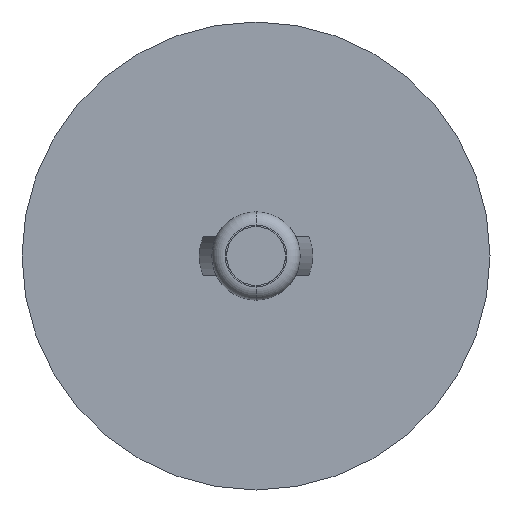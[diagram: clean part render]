
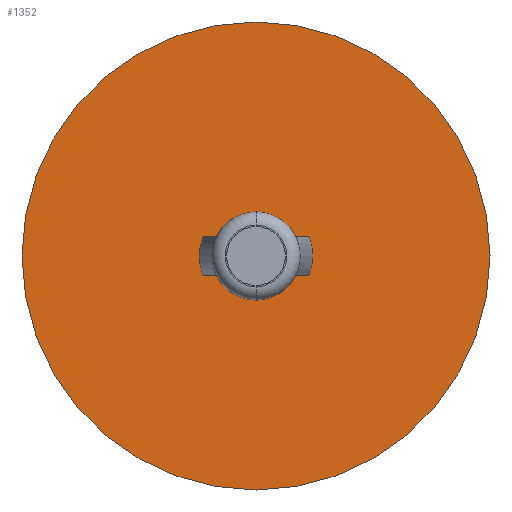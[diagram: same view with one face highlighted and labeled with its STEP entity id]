
A CAD part, front view. The second image highlights one B-rep face of the part: STEP entity #1352.
In plain terms, the highlighted planar face has unit normal (0, -1, 0).
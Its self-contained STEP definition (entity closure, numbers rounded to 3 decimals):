
#20 = EDGE_CURVE ( 'NONE', #889, #1486, #1732, .T. ) ;
#38 = ORIENTED_EDGE ( 'NONE', *, *, #1512, .T. ) ;
#192 = CARTESIAN_POINT ( 'NONE',  ( 0., -0.5, 3.3 ) ) ;
#339 = CARTESIAN_POINT ( 'NONE',  ( 0., -0.5, 0. ) ) ;
#343 = DIRECTION ( 'NONE',  ( 0., 0., 1. ) ) ;
#382 = VERTEX_POINT ( 'NONE', #192 ) ;
#420 = EDGE_CURVE ( 'NONE', #382, #1005, #783, .T. ) ;
#431 = DIRECTION ( 'NONE',  ( 0., 1., 0. ) ) ;
#447 = AXIS2_PLACEMENT_3D ( 'NONE', #339, #983, #594 ) ;
#458 = CARTESIAN_POINT ( 'NONE',  ( 0., -0.5, 0. ) ) ;
#543 = EDGE_LOOP ( 'NONE', ( #936, #1222 ) ) ;
#593 = DIRECTION ( 'NONE',  ( 0., 1., 0. ) ) ;
#594 = DIRECTION ( 'NONE',  ( 0., 0., 1. ) ) ;
#647 = AXIS2_PLACEMENT_3D ( 'NONE', #458, #975, #1121 ) ;
#695 = FACE_OUTER_BOUND ( 'NONE', #543, .T. ) ;
#762 = EDGE_LOOP ( 'NONE', ( #1489, #38 ) ) ;
#763 = CARTESIAN_POINT ( 'NONE',  ( 0., -0.5, 0. ) ) ;
#783 = CIRCLE ( 'NONE', #447, 3.3 ) ;
#814 = CARTESIAN_POINT ( 'NONE',  ( 0., -0.5, -3.3 ) ) ;
#889 = VERTEX_POINT ( 'NONE', #1682 ) ;
#936 = ORIENTED_EDGE ( 'NONE', *, *, #1715, .F. ) ;
#975 = DIRECTION ( 'NONE',  ( 0., 1., 0. ) ) ;
#983 = DIRECTION ( 'NONE',  ( 0., 1., 0. ) ) ;
#1005 = VERTEX_POINT ( 'NONE', #814 ) ;
#1064 = AXIS2_PLACEMENT_3D ( 'NONE', #1227, #431, #1072 ) ;
#1072 = DIRECTION ( 'NONE',  ( 0., 0., 1. ) ) ;
#1096 = FACE_BOUND ( 'NONE', #762, .T. ) ;
#1121 = DIRECTION ( 'NONE',  ( 0., 0., 1. ) ) ;
#1127 = CARTESIAN_POINT ( 'NONE',  ( 0., -0.5, 17.5 ) ) ;
#1156 = CARTESIAN_POINT ( 'NONE',  ( 0., -0.5, 0. ) ) ;
#1222 = ORIENTED_EDGE ( 'NONE', *, *, #20, .F. ) ;
#1227 = CARTESIAN_POINT ( 'NONE',  ( 0., -0.5, 0. ) ) ;
#1252 = AXIS2_PLACEMENT_3D ( 'NONE', #1156, #1670, #343 ) ;
#1332 = CIRCLE ( 'NONE', #1592, 3.3 ) ;
#1352 = ADVANCED_FACE ( 'NONE', ( #695, #1096 ), #1362, .F. ) ;
#1362 = PLANE ( 'NONE',  #1064 ) ;
#1390 = CIRCLE ( 'NONE', #647, 17.5 ) ;
#1486 = VERTEX_POINT ( 'NONE', #1127 ) ;
#1489 = ORIENTED_EDGE ( 'NONE', *, *, #420, .T. ) ;
#1511 = DIRECTION ( 'NONE',  ( 0., 0., 1. ) ) ;
#1512 = EDGE_CURVE ( 'NONE', #1005, #382, #1332, .T. ) ;
#1592 = AXIS2_PLACEMENT_3D ( 'NONE', #763, #593, #1511 ) ;
#1670 = DIRECTION ( 'NONE',  ( 0., 1., 0. ) ) ;
#1682 = CARTESIAN_POINT ( 'NONE',  ( 0., -0.5, -17.5 ) ) ;
#1715 = EDGE_CURVE ( 'NONE', #1486, #889, #1390, .T. ) ;
#1732 = CIRCLE ( 'NONE', #1252, 17.5 ) ;
